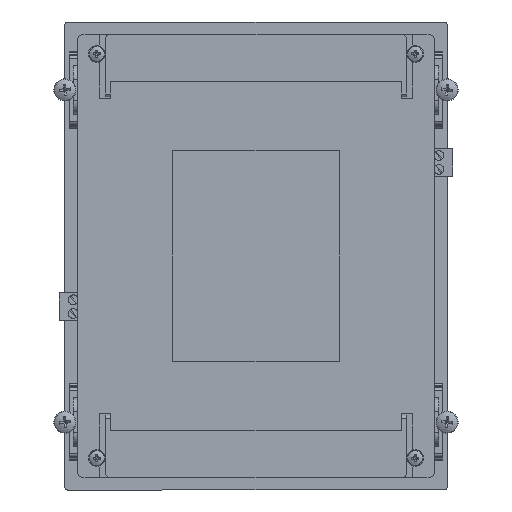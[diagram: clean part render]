
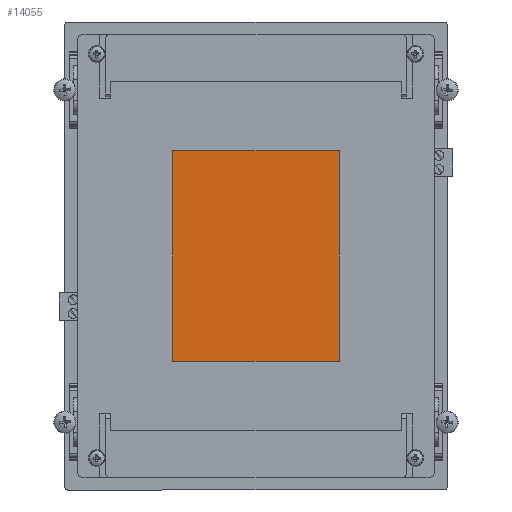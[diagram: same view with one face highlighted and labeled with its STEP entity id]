
A CAD part, left-side view. The second image highlights one B-rep face of the part: STEP entity #14055.
In plain terms, the highlighted face is planar.
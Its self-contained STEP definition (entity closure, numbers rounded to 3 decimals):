
#1817 = CARTESIAN_POINT ( 'NONE',  ( 42., 94.5, 0.02 ) ) ;
#8483 = VERTEX_POINT ( 'NONE', #93195 ) ;
#8589 = CARTESIAN_POINT ( 'NONE',  ( 118., 94.5, 0.02 ) ) ;
#14055 = ADVANCED_FACE ( 'NONE', ( #77849 ), #76033, .T. ) ;
#19137 = ORIENTED_EDGE ( 'NONE', *, *, #114529, .T. ) ;
#19619 = EDGE_CURVE ( 'NONE', #8483, #56310, #103010, .T. ) ;
#24054 = VECTOR ( 'NONE', #99188, 1000. ) ;
#28296 = EDGE_CURVE ( 'NONE', #120655, #69496, #81361, .T. ) ;
#28751 = CARTESIAN_POINT ( 'NONE',  ( 118., 94.5, 0.02 ) ) ;
#40788 = VECTOR ( 'NONE', #91885, 1000. ) ;
#49781 = ORIENTED_EDGE ( 'NONE', *, *, #28296, .T. ) ;
#50939 = VECTOR ( 'NONE', #68514, 1000. ) ;
#50991 = DIRECTION ( 'NONE',  ( 0., -1., 0. ) ) ;
#54917 = DIRECTION ( 'NONE',  ( 0., 0., -1. ) ) ;
#56310 = VERTEX_POINT ( 'NONE', #28751 ) ;
#56756 = ORIENTED_EDGE ( 'NONE', *, *, #102598, .T. ) ;
#60933 = CARTESIAN_POINT ( 'NONE',  ( 118., 34.5, 0.02 ) ) ;
#61283 = VECTOR ( 'NONE', #50991, 1000. ) ;
#65718 = DIRECTION ( 'NONE',  ( -1., 0., 0. ) ) ;
#67739 = LINE ( 'NONE', #1817, #50939 ) ;
#68514 = DIRECTION ( 'NONE',  ( 0., 1., 0. ) ) ;
#69496 = VERTEX_POINT ( 'NONE', #86649 ) ;
#76033 = PLANE ( 'NONE',  #78120 ) ;
#77849 = FACE_OUTER_BOUND ( 'NONE', #82077, .T. ) ;
#78120 = AXIS2_PLACEMENT_3D ( 'NONE', #119278, #54917, #65718 ) ;
#81361 = LINE ( 'NONE', #87509, #24054 ) ;
#82077 = EDGE_LOOP ( 'NONE', ( #56756, #49781, #19137, #115563 ) ) ;
#86649 = CARTESIAN_POINT ( 'NONE',  ( 42., 34.5, 0.02 ) ) ;
#87509 = CARTESIAN_POINT ( 'NONE',  ( 118., 34.5, 0.02 ) ) ;
#88167 = LINE ( 'NONE', #8589, #61283 ) ;
#91885 = DIRECTION ( 'NONE',  ( 1., 0., 0. ) ) ;
#93195 = CARTESIAN_POINT ( 'NONE',  ( 42., 94.5, 0.02 ) ) ;
#93266 = CARTESIAN_POINT ( 'NONE',  ( 118., 94.5, 0.02 ) ) ;
#99188 = DIRECTION ( 'NONE',  ( -1., 0., 0. ) ) ;
#102598 = EDGE_CURVE ( 'NONE', #56310, #120655, #88167, .T. ) ;
#103010 = LINE ( 'NONE', #93266, #40788 ) ;
#114529 = EDGE_CURVE ( 'NONE', #69496, #8483, #67739, .T. ) ;
#115563 = ORIENTED_EDGE ( 'NONE', *, *, #19619, .T. ) ;
#119278 = CARTESIAN_POINT ( 'NONE',  ( 118., 34.5, 0.02 ) ) ;
#120655 = VERTEX_POINT ( 'NONE', #60933 ) ;
